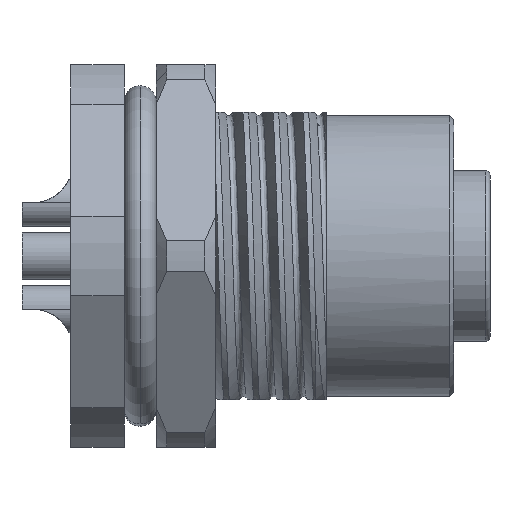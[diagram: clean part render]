
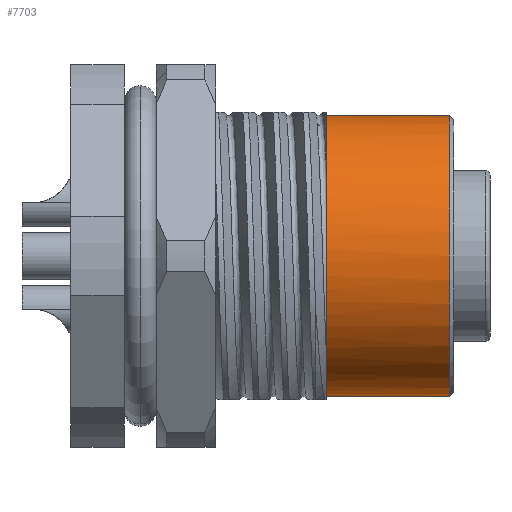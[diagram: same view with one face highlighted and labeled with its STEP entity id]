
A CAD part, front view. The second image highlights one B-rep face of the part: STEP entity #7703.
In plain terms, the highlighted cylindrical face has radius 6.6 mm (diameter 13.2 mm), a partial arc.
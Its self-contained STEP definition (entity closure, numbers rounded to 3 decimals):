
#220 = DIRECTION ( 'NONE',  ( -1., 0., 0. ) ) ;
#643 = EDGE_CURVE ( 'NONE', #8300, #11861, #6258, .T. ) ;
#680 = CARTESIAN_POINT ( 'NONE',  ( 4.3, 0., 0. ) ) ;
#930 = ORIENTED_EDGE ( 'NONE', *, *, #643, .T. ) ;
#1068 = AXIS2_PLACEMENT_3D ( 'NONE', #5439, #1915, #6600 ) ;
#1383 = VERTEX_POINT ( 'NONE', #8922 ) ;
#1711 = CARTESIAN_POINT ( 'NONE',  ( 4.3, 0., -6.6 ) ) ;
#1915 = DIRECTION ( 'NONE',  ( -1., 0., 0. ) ) ;
#2603 = DIRECTION ( 'NONE',  ( -1., 0., 0. ) ) ;
#2605 = AXIS2_PLACEMENT_3D ( 'NONE', #10378, #220, #4728 ) ;
#3223 = CIRCLE ( 'NONE', #2605, 6.6 ) ;
#3334 = VECTOR ( 'NONE', #2603, 1000. ) ;
#3697 = EDGE_CURVE ( 'NONE', #8300, #1383, #3936, .T. ) ;
#3749 = CYLINDRICAL_SURFACE ( 'NONE', #1068, 6.6 ) ;
#3936 = LINE ( 'NONE', #9635, #5460 ) ;
#3975 = EDGE_CURVE ( 'NONE', #11861, #10662, #6257, .T. ) ;
#4665 = CARTESIAN_POINT ( 'NONE',  ( -40.569, 0., 6.6 ) ) ;
#4728 = DIRECTION ( 'NONE',  ( 0., 0., 1. ) ) ;
#5439 = CARTESIAN_POINT ( 'NONE',  ( -40.569, 0., 0. ) ) ;
#5460 = VECTOR ( 'NONE', #7705, 1000. ) ;
#5872 = AXIS2_PLACEMENT_3D ( 'NONE', #680, #9143, #8110 ) ;
#6257 = LINE ( 'NONE', #4665, #3334 ) ;
#6258 = CIRCLE ( 'NONE', #5872, 6.6 ) ;
#6600 = DIRECTION ( 'NONE',  ( 0., 0., 1. ) ) ;
#7008 = ORIENTED_EDGE ( 'NONE', *, *, #11599, .F. ) ;
#7023 = ORIENTED_EDGE ( 'NONE', *, *, #3697, .F. ) ;
#7147 = EDGE_LOOP ( 'NONE', ( #7023, #930, #9727, #7008 ) ) ;
#7703 = ADVANCED_FACE ( 'NONE', ( #11929 ), #3749, .T. ) ;
#7705 = DIRECTION ( 'NONE',  ( -1., 0., 0. ) ) ;
#8110 = DIRECTION ( 'NONE',  ( 0., 0., 1. ) ) ;
#8300 = VERTEX_POINT ( 'NONE', #1711 ) ;
#8352 = CARTESIAN_POINT ( 'NONE',  ( 4.3, 0., 6.6 ) ) ;
#8922 = CARTESIAN_POINT ( 'NONE',  ( -1.5, 0., -6.6 ) ) ;
#9143 = DIRECTION ( 'NONE',  ( -1., 0., 0. ) ) ;
#9635 = CARTESIAN_POINT ( 'NONE',  ( -40.569, 0., -6.6 ) ) ;
#9727 = ORIENTED_EDGE ( 'NONE', *, *, #3975, .T. ) ;
#10378 = CARTESIAN_POINT ( 'NONE',  ( -1.5, 0., 0. ) ) ;
#10431 = CARTESIAN_POINT ( 'NONE',  ( -1.5, 0., 6.6 ) ) ;
#10662 = VERTEX_POINT ( 'NONE', #10431 ) ;
#11599 = EDGE_CURVE ( 'NONE', #1383, #10662, #3223, .T. ) ;
#11861 = VERTEX_POINT ( 'NONE', #8352 ) ;
#11929 = FACE_OUTER_BOUND ( 'NONE', #7147, .T. ) ;
